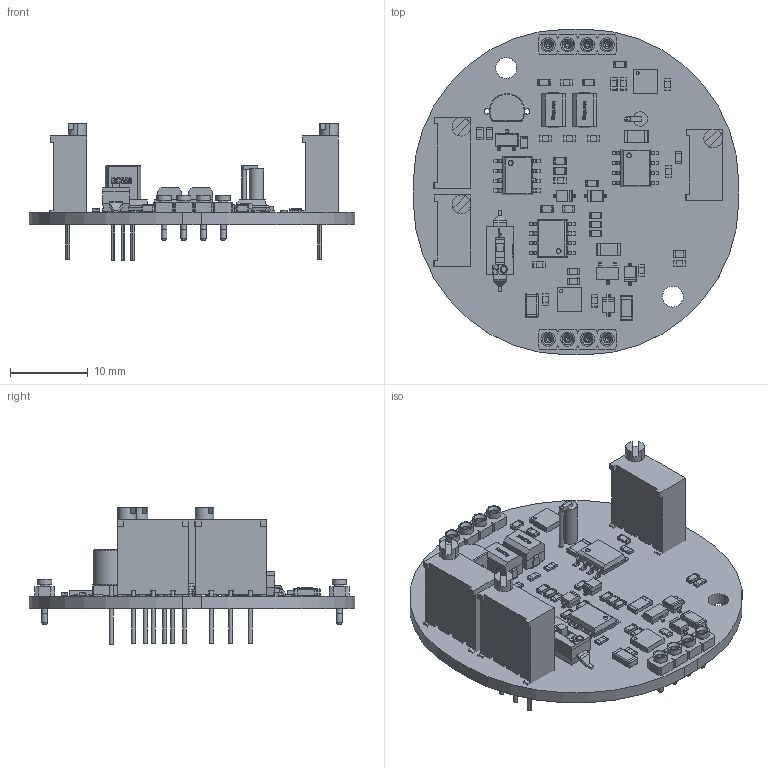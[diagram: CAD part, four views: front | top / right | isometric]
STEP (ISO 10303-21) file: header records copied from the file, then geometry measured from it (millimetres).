
FILE_DESCRIPTION(('Open CASCADE Model'),'2;1');
FILE_NAME('Open CASCADE Shape Model','2024-07-22T15:30:23',('Author'),( 'Open CASCADE'),'Open CASCADE STEP processor 7.5','Open CASCADE 7.5' ,'Unknown');
FILE_SCHEMA(('AUTOMOTIVE_DESIGN { 1 0 10303 214 1 1 1 1 }'));
Length unit declared in the file: millimetre
Products named in the file (102): PCB; Board; Open CASCADE STEP translator 7.5 1.1.1; R21; 6015364976; Cylinder; 6015364736; 6040416336; Extruded; R20; RES0603; R19; R18; U7; TO92; C16; CAP0603; C15; C1; C2; CAP1206; C3; C4; C5; C6; C7; C8; C9; C10; C11; C12; C13; D1; SOD323; D2; D3; D4; L1; IndGFH_4532; Housing ...
Assembly tree (146 placements, depth 4):
  PCB
    Board
      Open CASCADE STEP translator 7.5 1.1.1
    R21
      6015364976
        Cylinder
      6015364736
        Cylinder
      6040416336
        Extruded
    R20
      RES0603
    R19
      RES0603
    R18
      RES0603
    U7
      TO92
    C16
      CAP0603
    C15
      CAP0603
    C1
      CAP0603
    C2
      CAP1206
    C3
      CAP0603
    C4
      CAP0603
    C5
      CAP0603
    C6
      CAP1206
    C7
      CAP0603
    C8
      CAP0603
    C9
      CAP0603
    C10
      CAP0603
    C11
      CAP0603
    C12
      CAP0603
    C13
      CAP0603
    D1
      SOD323
    D2
      SOD323
    D3
      SOD323
    D4
      SOD323
    L1
      IndGFH_4532
        Housing
        Contact Pin
Bounding box: 42 x 42 x 17.66 mm (x, y, z)
Volume: 3844 mm3; surface area: 6259.7 mm2
Topology: 141 solids, 743 shells, 2968 faces, 8060 edges, 5927 vertices
Faces by surface type: plane 1755, bspline 744, cylinder 376, cone 57, extrusion 36
Full cylindrical faces by diameter (mm): 0.533 x8, 0.57 x1, 0.6 x4, 0.7 x5, 0.762 x8, 0.8 x9, 0.864 x8, 1 x10, 1.321 x24, 1.829 x8, 1.86 x1, 2.7 x2
Entity records: 42889 total; most frequent: CARTESIAN_POINT 9940, ORIENTED_EDGE 5442, DIRECTION 4636, EDGE_CURVE 2829, VERTEX_POINT 1899, VECTOR 1690, LINE 1670, AXIS2_PLACEMENT_3D 1473
